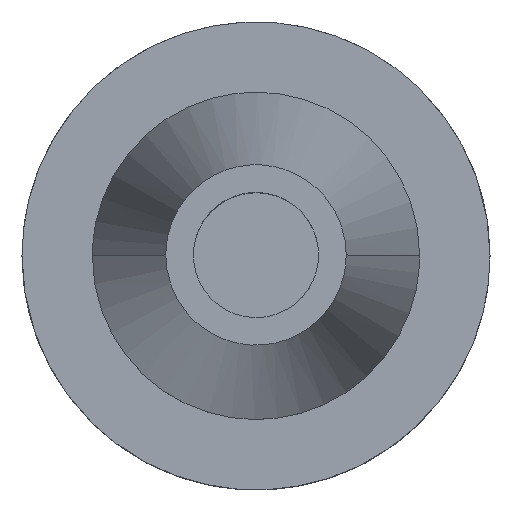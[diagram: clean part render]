
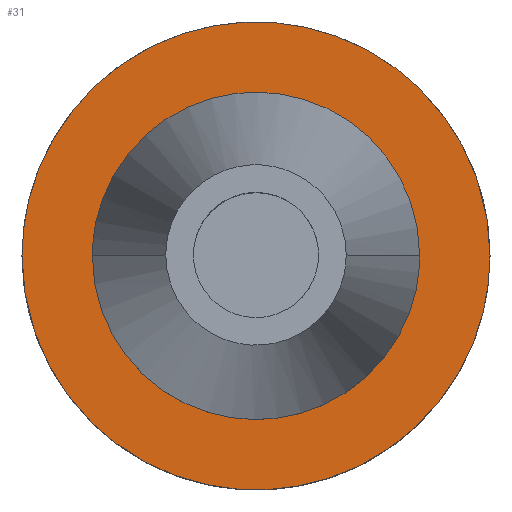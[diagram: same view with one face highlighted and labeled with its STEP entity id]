
A CAD part, top view. The second image highlights one B-rep face of the part: STEP entity #31.
In plain terms, the highlighted planar face has unit normal (0, 0, 1).
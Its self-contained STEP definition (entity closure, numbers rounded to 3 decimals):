
#18=FACE_BOUND('',#95,.T.);
#31=ADVANCED_FACE('',(#61,#18),#428,.T.);
#61=FACE_OUTER_BOUND('',#94,.T.);
#94=EDGE_LOOP('',(#162,#163));
#95=EDGE_LOOP('',(#164,#165));
#162=ORIENTED_EDGE('',*,*,#268,.T.);
#163=ORIENTED_EDGE('',*,*,#269,.T.);
#164=ORIENTED_EDGE('',*,*,#266,.F.);
#165=ORIENTED_EDGE('',*,*,#265,.F.);
#265=EDGE_CURVE('',#385,#386,#344,.T.);
#266=EDGE_CURVE('',#386,#385,#345,.T.);
#268=EDGE_CURVE('',#388,#387,#346,.T.);
#269=EDGE_CURVE('',#387,#388,#347,.T.);
#344=(
BOUNDED_CURVE()
B_SPLINE_CURVE(2,(#932,#933,#934,#935,#936),.UNSPECIFIED.,.F.,.F.)
B_SPLINE_CURVE_WITH_KNOTS((3,2,3),(-139.644,-104.733,-69.822),
 .UNSPECIFIED.)
CURVE()
GEOMETRIC_REPRESENTATION_ITEM()
RATIONAL_B_SPLINE_CURVE((1.,0.707,1.,0.707,1.))
REPRESENTATION_ITEM('')
);
#345=(
BOUNDED_CURVE()
B_SPLINE_CURVE(2,(#937,#938,#939,#940,#941),.UNSPECIFIED.,.F.,.F.)
B_SPLINE_CURVE_WITH_KNOTS((3,2,3),(-69.822,-34.911,
0.),.UNSPECIFIED.)
CURVE()
GEOMETRIC_REPRESENTATION_ITEM()
RATIONAL_B_SPLINE_CURVE((1.,0.707,1.,0.707,1.))
REPRESENTATION_ITEM('')
);
#346=(
BOUNDED_CURVE()
B_SPLINE_CURVE(2,(#944,#945,#946,#947,#948),.UNSPECIFIED.,.F.,.F.)
B_SPLINE_CURVE_WITH_KNOTS((3,2,3),(-99.824,-49.912,
0.),.UNSPECIFIED.)
CURVE()
GEOMETRIC_REPRESENTATION_ITEM()
RATIONAL_B_SPLINE_CURVE((1.,0.707,1.,0.707,1.))
REPRESENTATION_ITEM('')
);
#347=(
BOUNDED_CURVE()
B_SPLINE_CURVE(2,(#949,#950,#951,#952,#953),.UNSPECIFIED.,.F.,.F.)
B_SPLINE_CURVE_WITH_KNOTS((3,2,3),(-199.648,-149.736,
-99.824),.UNSPECIFIED.)
CURVE()
GEOMETRIC_REPRESENTATION_ITEM()
RATIONAL_B_SPLINE_CURVE((1.,0.707,1.,0.707,1.))
REPRESENTATION_ITEM('')
);
#385=VERTEX_POINT('',#807);
#386=VERTEX_POINT('',#808);
#387=VERTEX_POINT('',#809);
#388=VERTEX_POINT('',#810);
#428=PLANE('',#454);
#454=AXIS2_PLACEMENT_3D('',#577,#463,$);
#463=DIRECTION('',(0.,0.,1.));
#577=CARTESIAN_POINT('',(38.131,-38.131,-3.2));
#807=CARTESIAN_POINT('',(22.225,0.,-3.2));
#808=CARTESIAN_POINT('',(-22.225,0.,-3.2));
#809=CARTESIAN_POINT('',(31.775,0.,-3.2));
#810=CARTESIAN_POINT('',(-31.775,0.,-3.2));
#932=CARTESIAN_POINT('',(22.225,0.,-3.2));
#933=CARTESIAN_POINT('',(22.225,22.225,-3.2));
#934=CARTESIAN_POINT('',(0.,22.225,-3.2));
#935=CARTESIAN_POINT('',(-22.225,22.225,-3.2));
#936=CARTESIAN_POINT('',(-22.225,0.,-3.2));
#937=CARTESIAN_POINT('',(-22.225,0.,-3.2));
#938=CARTESIAN_POINT('',(-22.225,-22.225,-3.2));
#939=CARTESIAN_POINT('',(0.,-22.225,-3.2));
#940=CARTESIAN_POINT('',(22.225,-22.225,-3.2));
#941=CARTESIAN_POINT('',(22.225,0.,-3.2));
#944=CARTESIAN_POINT('',(-31.775,0.,-3.2));
#945=CARTESIAN_POINT('',(-31.775,-31.775,-3.2));
#946=CARTESIAN_POINT('',(0.,-31.775,-3.2));
#947=CARTESIAN_POINT('',(31.775,-31.775,-3.2));
#948=CARTESIAN_POINT('',(31.775,0.,-3.2));
#949=CARTESIAN_POINT('',(31.775,0.,-3.2));
#950=CARTESIAN_POINT('',(31.775,31.775,-3.2));
#951=CARTESIAN_POINT('',(0.,31.775,-3.2));
#952=CARTESIAN_POINT('',(-31.775,31.775,-3.2));
#953=CARTESIAN_POINT('',(-31.775,0.,-3.2));
